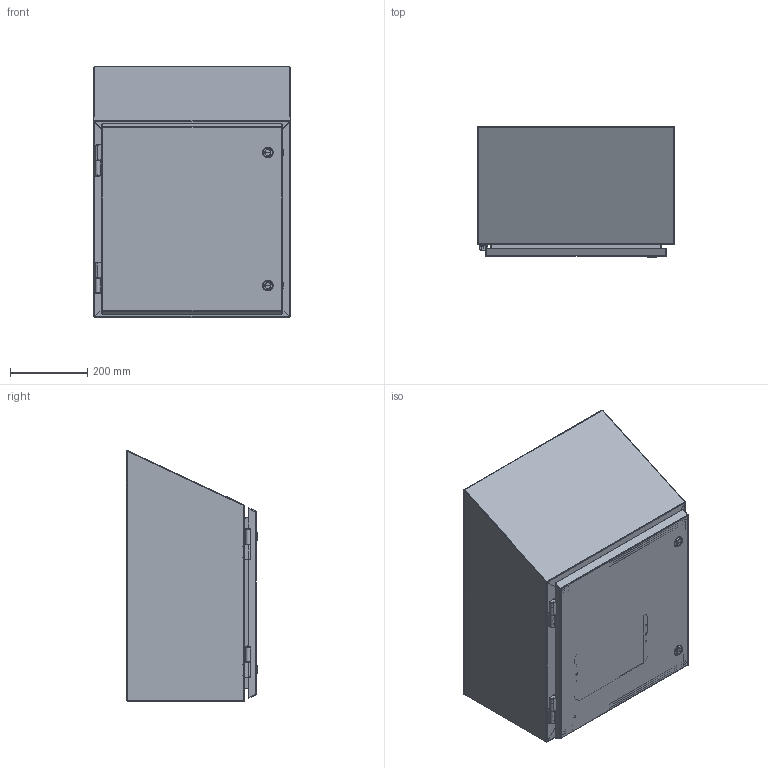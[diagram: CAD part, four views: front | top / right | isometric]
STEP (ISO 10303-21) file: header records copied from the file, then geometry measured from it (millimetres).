
FILE_DESCRIPTION (( 'STEP AP214' ), '1' );
FILE_NAME ('HWST202012S16.STEP', '2020-11-21T20:06:56', ( '' ), ( '' ), 'SwSTEP 2.0', 'SolidWorks 2019', '' );
FILE_SCHEMA (( 'AUTOMOTIVE_DESIGN' ));
Length unit declared in the file: inch
Products named in the file (1): HWST202012S16
Bounding box: 508 x 339.6 x 648.85 mm (x, y, z)
Volume: 2790489.2 mm3; surface area: 2981513.2 mm2
Topology: 44 solids, 45 shells, 1103 faces, 2580 edges, 1598 vertices
Faces by surface type: plane 659, cylinder 286, bspline 116, cone 42
Full cylindrical faces by diameter (mm): 3.307 x2, 4.166 x2, 4.917 x8, 5 x2, 5.74 x8, 6 x6, 6.096 x8, 6.1 x4, 6.35 x4, 6.985 x4, 7.937 x2, 8.433 x4, 9.347 x2, 9.525 x4, 9.83 x4, 12.7 x8, 13.335 x2, 15.875 x6, 16.002 x2, 16.51 x4, 19.5 x2, 19.939 x2, 27.94 x2, 88.9 x1
Entity records: 35929 total; most frequent: CARTESIAN_POINT 11658, ORIENTED_EDGE 4802, DIRECTION 4573, EDGE_CURVE 2401, VERTEX_POINT 1560, AXIS2_PLACEMENT_3D 1544, LINE 1485, VECTOR 1485
